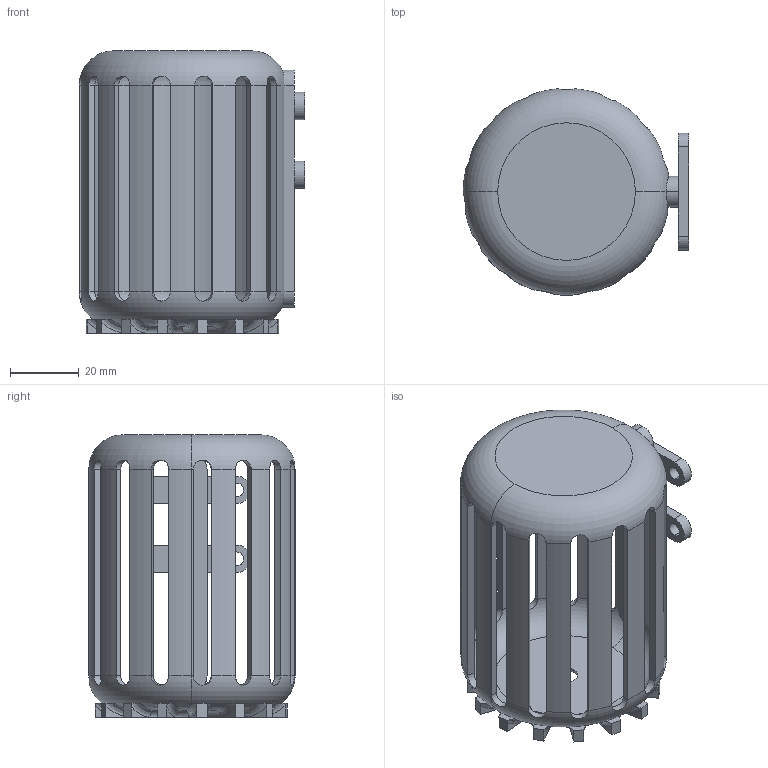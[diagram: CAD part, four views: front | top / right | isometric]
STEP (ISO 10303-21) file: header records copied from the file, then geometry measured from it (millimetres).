
FILE_DESCRIPTION (( 'STEP AP214' ), '1' );
FILE_NAME ('Alternator ex.STEP', '2023-04-24T17:07:10', ( '' ), ( '' ), 'SwSTEP 2.0', 'SolidWorks 2017', '' );
FILE_SCHEMA (( 'AUTOMOTIVE_DESIGN' ));
Length unit declared in the file: millimetre
Products named in the file (1): Alternator ex
Bounding box: 65.5 x 59.86 x 82 mm (x, y, z)
Volume: 32168 mm3; surface area: 33431.4 mm2
Topology: 1 solids, 1 shells, 319 faces, 815 edges, 469 vertices
Faces by surface type: plane 154, cylinder 125, bspline 30, torus 10
Entity records: 12963 total; most frequent: CARTESIAN_POINT 5812, ORIENTED_EDGE 1630, DIRECTION 1331, EDGE_CURVE 815, AXIS2_PLACEMENT_3D 482, VERTEX_POINT 469, LINE 367, VECTOR 367
